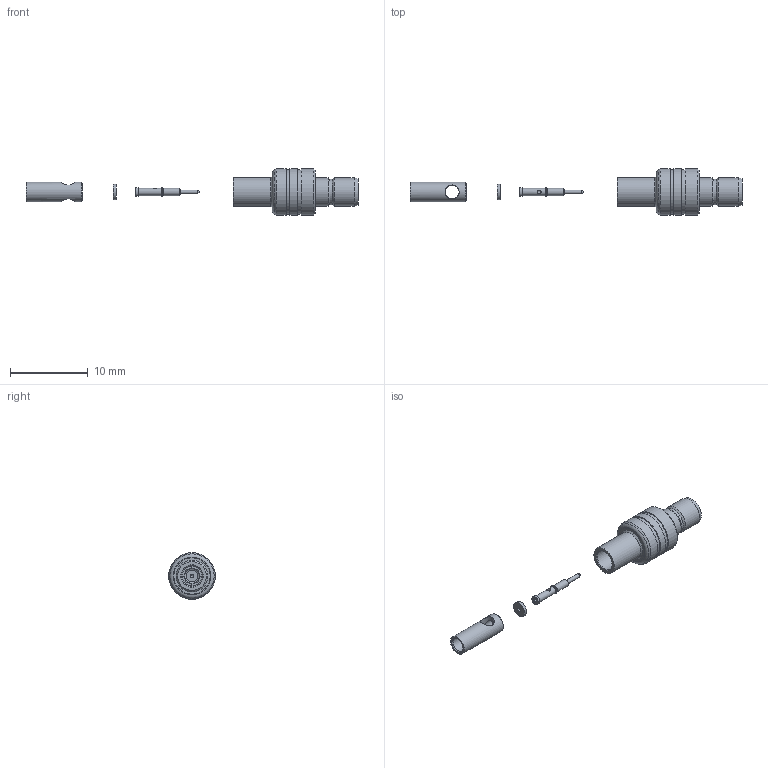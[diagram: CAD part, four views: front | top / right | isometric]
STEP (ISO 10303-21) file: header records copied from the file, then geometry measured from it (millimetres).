
FILE_DESCRIPTION(/* description */ ('Unknown'),/* implementation_level */ '2;1');
FILE_NAME(/* name */ '61626021210420',/* time_stamp */ '2020-01-16T17:28:09+01:00',/* author */ ('Unknown'),/* organization */ ('Unknown'),/* preprocessor_version */ 'ST-DEVELOPER v16.7',/* originating_system */ 'DEX',/* authorisation */ $);
FILE_SCHEMA (('AUTOMOTIVE_DESIGN {1 0 10303 214 3 1 1}'));
Length unit declared in the file: millimetre
Products named in the file (1): 61626021210420
Bounding box: 42.66 x 6 x 6 mm (x, y, z)
Volume: 449.4 mm3; surface area: 1130.2 mm2
Topology: 8 solids, 8 shells, 336 faces, 854 edges, 560 vertices
Faces by surface type: plane 172, cylinder 122, cone 40, torus 2
Full cylindrical faces by diameter (mm): 0.4 x2, 0.5 x6, 0.94 x6, 1.1 x2, 1.15 x2, 1.5 x4, 1.8 x2, 1.9 x2, 2 x2, 2.1 x2, 2.2 x2, 2.5 x2, 2.7 x2, 2.8 x2, 2.98 x2, 3.32 x2, 3.68 x4, 3.7 x2, 4.76 x2, 4.969 x2, 5.7 x4, 6 x6
Entity records: 11574 total; most frequent: CARTESIAN_POINT 2431, ORIENTED_EDGE 1408, DIRECTION 1390, EDGE_CURVE 704, AXIS2_PLACEMENT_3D 603, VERTEX_POINT 522, FACE_BOUND 498, EDGE_LOOP 496
